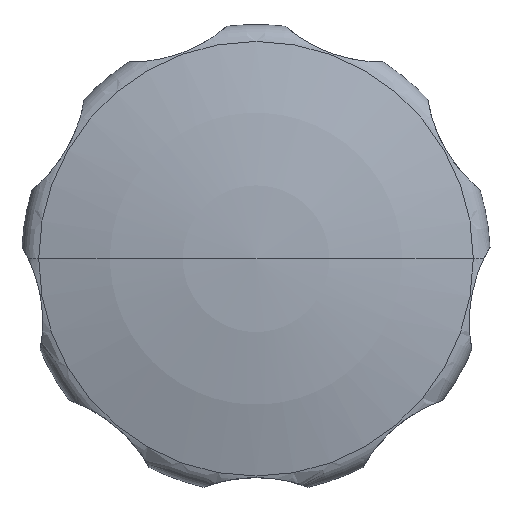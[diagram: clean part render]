
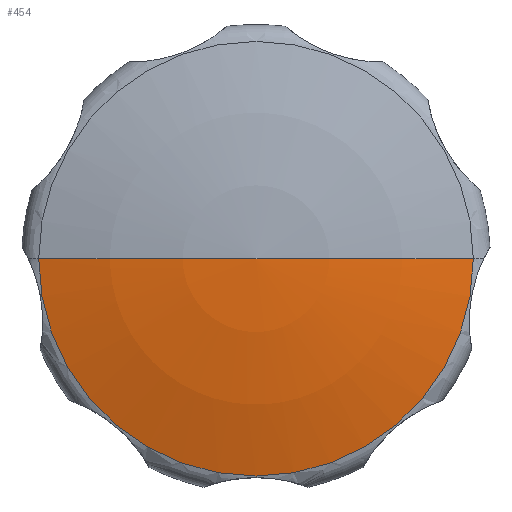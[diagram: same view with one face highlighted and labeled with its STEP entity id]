
A CAD part, top view. The second image highlights one B-rep face of the part: STEP entity #454.
In plain terms, the highlighted spherical face has radius 67.309 mm.
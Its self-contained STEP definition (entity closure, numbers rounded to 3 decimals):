
#282=VERTEX_POINT('',#790);
#286=EDGE_CURVE('',#672,#282,#794,.T.);
#364=EDGE_CURVE('',#396,#282,#878,.T.);
#396=VERTEX_POINT('',#912);
#454=ADVANCED_FACE('',(#973),#974,.T.);
#672=VERTEX_POINT('',#1212);
#756=EDGE_CURVE('',#396,#672,#1311,.T.);
#790=CARTESIAN_POINT('',(18.551,0.,19.393));
#794=CIRCLE('',#1346,67.309);
#878=CIRCLE('',#1562,18.551);
#912=CARTESIAN_POINT('',(-18.551,0.,19.393));
#973=FACE_OUTER_BOUND('',#1801,.T.);
#974=SPHERICAL_SURFACE('',#1802,67.309);
#1212=CARTESIAN_POINT('',(0.,0.,22.0));
#1311=CIRCLE('',#2576,67.309);
#1346=AXIS2_PLACEMENT_3D('',#2594,#2595,#2596);
#1562=AXIS2_PLACEMENT_3D('',#2677,#2678,#2679);
#1801=EDGE_LOOP('',(#2766,#2767,#2768));
#1802=AXIS2_PLACEMENT_3D('',#2769,#2770,#2771);
#2576=AXIS2_PLACEMENT_3D('',#3195,#3196,#3197);
#2594=CARTESIAN_POINT('',(0.,0.,-45.309));
#2595=DIRECTION('',(0.,1.0,0.0));
#2596=DIRECTION('',(0.0,-0.0,-1.0));
#2677=CARTESIAN_POINT('',(0.,0.,19.393));
#2678=DIRECTION('',(0.0,0.0,1.0));
#2679=DIRECTION('',(-1.0,0.,0.0));
#2766=ORIENTED_EDGE('',*,*,#756,.F.);
#2767=ORIENTED_EDGE('',*,*,#364,.T.);
#2768=ORIENTED_EDGE('',*,*,#286,.F.);
#2769=CARTESIAN_POINT('',(0.,0.,-45.309));
#2770=DIRECTION('',(0.0,0.0,1.0));
#2771=DIRECTION('',(-1.0,0.,0.0));
#3195=CARTESIAN_POINT('',(0.,0.,-45.309));
#3196=DIRECTION('',(0.,1.0,0.0));
#3197=DIRECTION('',(0.0,-0.0,-1.0));
